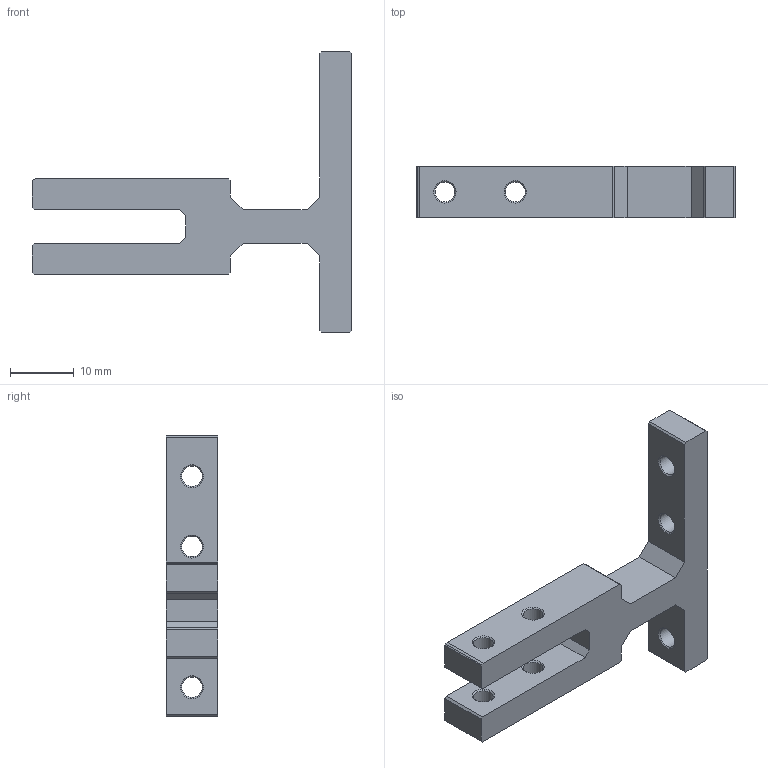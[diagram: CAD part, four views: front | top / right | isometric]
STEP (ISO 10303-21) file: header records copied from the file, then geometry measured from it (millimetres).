
FILE_DESCRIPTION(/* description */ (''),/* implementation_level */ '2;1');
FILE_NAME(/* name */ 'rod_guide v3.step',/* time_stamp */ '2023-12-19T02:38:17-05:00',/* author */ (''),/* organization */ (''),/* preprocessor_version */ 'ST-DEVELOPER v20',/* originating_system */ 'Autodesk Translation Framework v12.14.0.127',/* authorisation */ '');
FILE_SCHEMA (('AUTOMOTIVE_DESIGN { 1 0 10303 214 3 1 1 }'));
Length unit declared in the file: millimetre
Products named in the file (1): rod_guide
Bounding box: 50 x 8 x 44 mm (x, y, z)
Volume: 4825.5 mm3; surface area: 3470.8 mm2
Topology: 1 solids, 1 shells, 56 faces, 148 edges, 94 vertices
Faces by surface type: plane 35, cone 14, cylinder 7
Full cylindrical faces by diameter (mm): 3.1 x4, 3.2 x3
Entity records: 1769 total; most frequent: CARTESIAN_POINT 299, ORIENTED_EDGE 296, DIRECTION 290, EDGE_CURVE 148, LINE 120, VECTOR 120, VERTEX_POINT 94, AXIS2_PLACEMENT_3D 85
